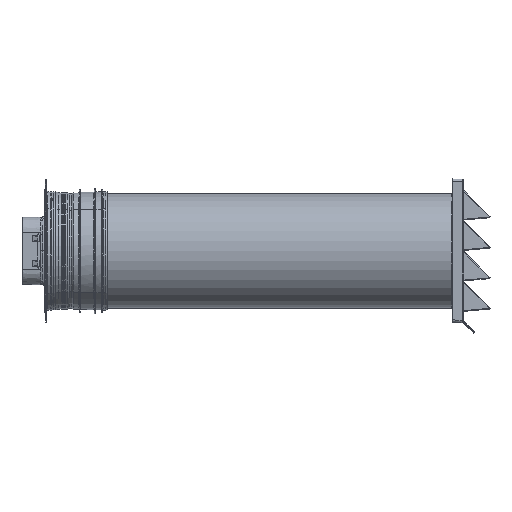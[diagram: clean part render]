
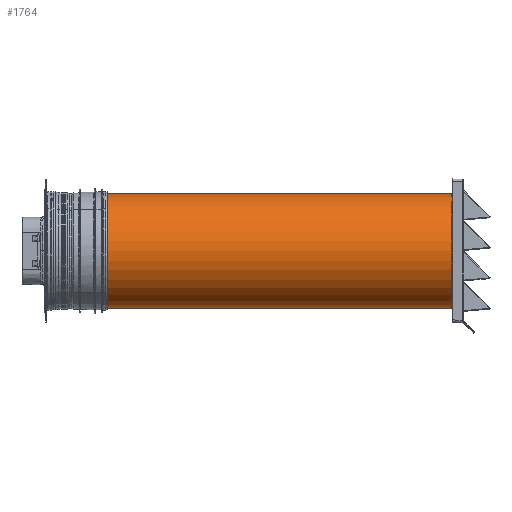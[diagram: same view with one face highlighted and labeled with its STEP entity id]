
A CAD part, front view. The second image highlights one B-rep face of the part: STEP entity #1764.
In plain terms, the highlighted cylindrical face has radius 75.8 mm (diameter 151.6 mm), a partial arc.
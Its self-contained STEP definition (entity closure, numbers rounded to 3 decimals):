
#1764=ADVANCED_FACE('',(#4504),#4505,.T.);
#4504=FACE_OUTER_BOUND('',#15869,.T.);
#4505=CYLINDRICAL_SURFACE('',#15870,75.8);
#15869=EDGE_LOOP('',(#27881,#27882,#27883,#27884));
#15870=AXIS2_PLACEMENT_3D('',#27885,#27886,#27887);
#27881=ORIENTED_EDGE('',*,*,#31285,.T.);
#27882=ORIENTED_EDGE('',*,*,#31291,.T.);
#27883=ORIENTED_EDGE('',*,*,#31287,.T.);
#27884=ORIENTED_EDGE('',*,*,#31290,.T.);
#27885=CARTESIAN_POINT('',(105.0,80.0,0.0));
#27886=DIRECTION('',(0.0,0.0,1.0));
#27887=DIRECTION('',(1.0,0.0,0.0));
#31285=EDGE_CURVE('',#36765,#36766,#36767,.T.);
#31287=EDGE_CURVE('',#36770,#36768,#36771,.T.);
#31290=EDGE_CURVE('',#36768,#36765,#36774,.T.);
#31291=EDGE_CURVE('',#36766,#36770,#36775,.T.);
#36765=VERTEX_POINT('',#52276);
#36766=VERTEX_POINT('',#52277);
#36767=LINE('',#52278,#52279);
#36768=VERTEX_POINT('',#52280);
#36770=VERTEX_POINT('',#52282);
#36771=LINE('',#52283,#52284);
#36774=CIRCLE('',#52287,75.8);
#36775=CIRCLE('',#52288,75.8);
#52276=CARTESIAN_POINT('',(180.8,80.0,-350.0));
#52277=CARTESIAN_POINT('',(180.8,80.0,150.0));
#52278=CARTESIAN_POINT('',(180.8,80.0,0.0));
#52279=VECTOR('',#56732,1.0);
#52280=CARTESIAN_POINT('',(29.2,80.0,-350.0));
#52282=CARTESIAN_POINT('',(29.2,80.0,150.0));
#52283=CARTESIAN_POINT('',(29.2,80.0,0.0));
#52284=VECTOR('',#56736,1.0);
#52287=AXIS2_PLACEMENT_3D('',#56743,#56744,#56745);
#52288=AXIS2_PLACEMENT_3D('',#56746,#56747,#56748);
#56732=DIRECTION('',(0.0,0.0,1.0));
#56736=DIRECTION('',(-0.0,-0.0,-1.0));
#56743=CARTESIAN_POINT('',(105.0,80.0,-350.0));
#56744=DIRECTION('',(0.0,0.0,1.0));
#56745=DIRECTION('',(1.0,0.0,0.0));
#56746=CARTESIAN_POINT('',(105.0,80.0,150.0));
#56747=DIRECTION('',(0.0,0.0,-1.0));
#56748=DIRECTION('',(1.0,0.0,0.0));
